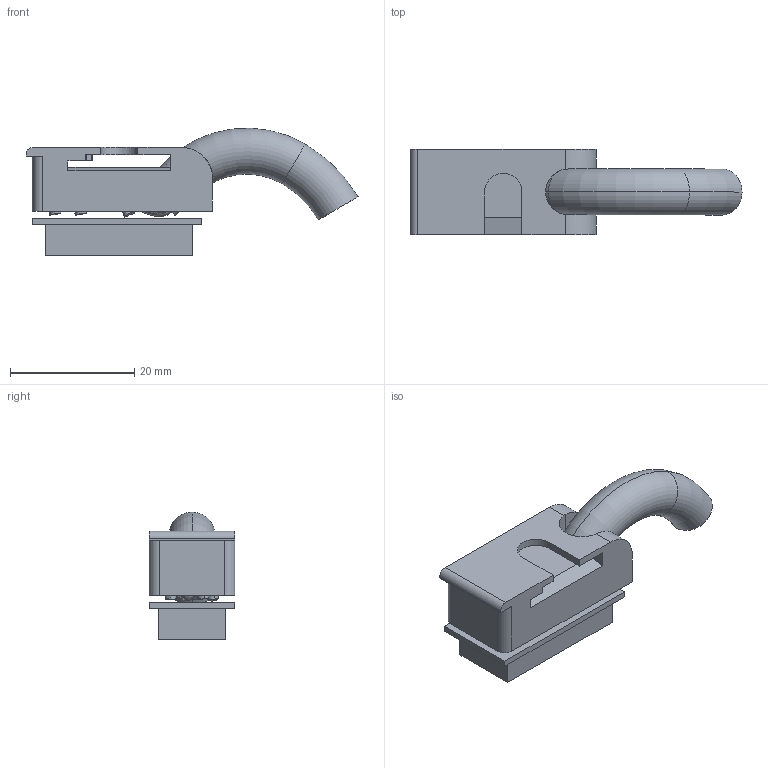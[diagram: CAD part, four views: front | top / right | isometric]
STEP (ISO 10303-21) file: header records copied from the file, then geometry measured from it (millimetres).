
FILE_DESCRIPTION(('STEP AP242'),'1');
FILE_NAME('switch_zcmc21l1.stp','2019-09-05T16:03:23',('TraceParts'),('TraceParts S.A.'),'Spatial InterOp 3D',' ',' ');
FILE_SCHEMA(('AP242_MANAGED_MODEL_BASED_3D_ENGINEERING_MIM_LF {1 0 10303 442 1 1 4}'));
Length unit declared in the file: millimetre
Products named in the file (1): switch_zcmc21l1_1
Bounding box: 53.41 x 13.8 x 20.52 mm (x, y, z)
Volume: 4492.9 mm3; surface area: 4997.2 mm2
Topology: 3 solids, 3 shells, 132 faces, 395 edges, 260 vertices
Faces by surface type: plane 73, cylinder 36, bspline 15, extrusion 4, torus 4
Entity records: 10535 total; most frequent: CARTESIAN_POINT 7160, ORIENTED_EDGE 786, DIRECTION 586, EDGE_CURVE 393, VERTEX_POINT 260, AXIS2_PLACEMENT_3D 198, VECTOR 190, LINE 186
